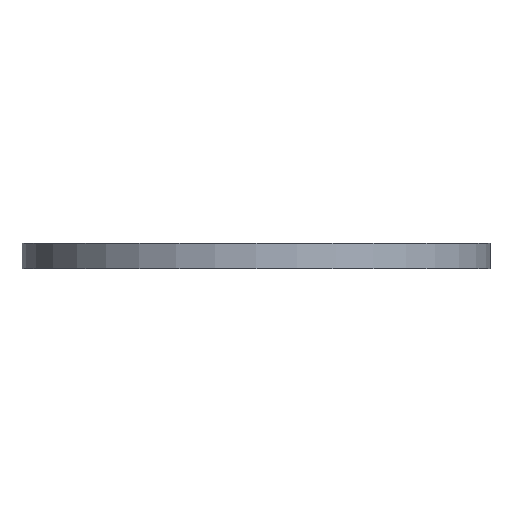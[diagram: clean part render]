
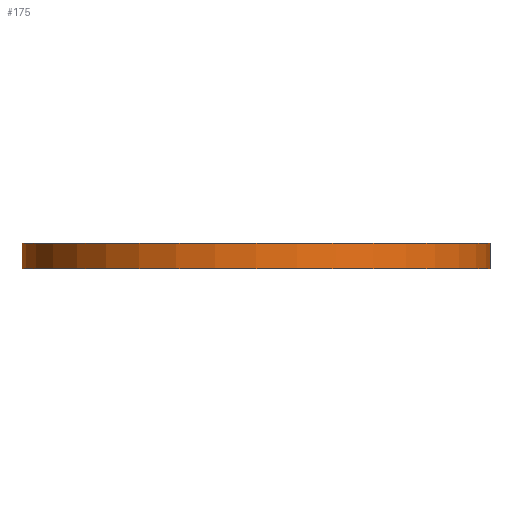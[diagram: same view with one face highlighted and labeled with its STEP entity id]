
A CAD part, front view. The second image highlights one B-rep face of the part: STEP entity #175.
In plain terms, the highlighted cylindrical face has radius 23 mm (diameter 46 mm), a partial arc.
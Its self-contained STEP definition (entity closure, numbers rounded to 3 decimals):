
#2 = DIRECTION ( 'NONE',  ( 1., 0., 0. ) ) ;
#8 = DIRECTION ( 'NONE',  ( 0., 0., 1. ) ) ;
#75 = CIRCLE ( 'NONE', #308, 23. ) ;
#85 = CARTESIAN_POINT ( 'NONE',  ( -23., 0., 2.5 ) ) ;
#89 = CIRCLE ( 'NONE', #340, 23. ) ;
#106 = VECTOR ( 'NONE', #108, 1000. ) ;
#107 = CARTESIAN_POINT ( 'NONE',  ( 23., 0., 2.5 ) ) ;
#108 = DIRECTION ( 'NONE',  ( 0., 0., -1. ) ) ;
#109 = DIRECTION ( 'NONE',  ( 0., 0., -1. ) ) ;
#111 = LINE ( 'NONE', #85, #106 ) ;
#113 = VECTOR ( 'NONE', #109, 1000. ) ;
#123 = LINE ( 'NONE', #107, #113 ) ;
#154 = VERTEX_POINT ( 'NONE', #552 ) ;
#175 = ADVANCED_FACE ( 'NONE', ( #269 ), #236, .T. ) ;
#199 = ORIENTED_EDGE ( 'NONE', *, *, #508, .F. ) ;
#207 = ORIENTED_EDGE ( 'NONE', *, *, #537, .F. ) ;
#219 = ORIENTED_EDGE ( 'NONE', *, *, #513, .T. ) ;
#223 = ORIENTED_EDGE ( 'NONE', *, *, #559, .T. ) ;
#236 = CYLINDRICAL_SURFACE ( 'NONE', #428, 23. ) ;
#250 = VERTEX_POINT ( 'NONE', #417 ) ;
#269 = FACE_OUTER_BOUND ( 'NONE', #581, .T. ) ;
#281 = DIRECTION ( 'NONE',  ( 1., 0., 0. ) ) ;
#284 = DIRECTION ( 'NONE',  ( 0., 0., 1. ) ) ;
#298 = CARTESIAN_POINT ( 'NONE',  ( 0., 0., 0. ) ) ;
#308 = AXIS2_PLACEMENT_3D ( 'NONE', #298, #284, #281 ) ;
#340 = AXIS2_PLACEMENT_3D ( 'NONE', #578, #8, #2 ) ;
#383 = CARTESIAN_POINT ( 'NONE',  ( -23., 0., 0. ) ) ;
#390 = CARTESIAN_POINT ( 'NONE',  ( 23., 0., 0. ) ) ;
#417 = CARTESIAN_POINT ( 'NONE',  ( 23., 0., 2.5 ) ) ;
#428 = AXIS2_PLACEMENT_3D ( 'NONE', #510, #512, #514 ) ;
#432 = VERTEX_POINT ( 'NONE', #390 ) ;
#451 = VERTEX_POINT ( 'NONE', #383 ) ;
#508 = EDGE_CURVE ( 'NONE', #250, #432, #123, .T. ) ;
#510 = CARTESIAN_POINT ( 'NONE',  ( 0., 0., 2.5 ) ) ;
#512 = DIRECTION ( 'NONE',  ( 0., 0., -1. ) ) ;
#513 = EDGE_CURVE ( 'NONE', #154, #451, #111, .T. ) ;
#514 = DIRECTION ( 'NONE',  ( -1., 0., 0. ) ) ;
#537 = EDGE_CURVE ( 'NONE', #154, #250, #89, .T. ) ;
#552 = CARTESIAN_POINT ( 'NONE',  ( -23., 0., 2.5 ) ) ;
#559 = EDGE_CURVE ( 'NONE', #451, #432, #75, .T. ) ;
#578 = CARTESIAN_POINT ( 'NONE',  ( 0., 0., 2.5 ) ) ;
#581 = EDGE_LOOP ( 'NONE', ( #199, #207, #219, #223 ) ) ;
